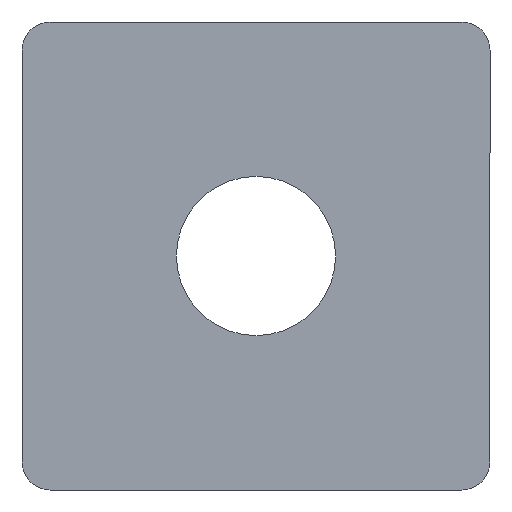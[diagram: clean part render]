
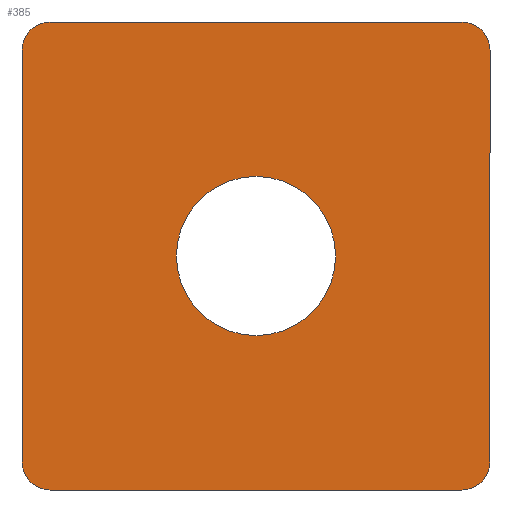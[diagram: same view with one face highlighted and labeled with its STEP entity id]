
A CAD part, front view. The second image highlights one B-rep face of the part: STEP entity #385.
In plain terms, the highlighted planar face has unit normal (0, -1, 0).
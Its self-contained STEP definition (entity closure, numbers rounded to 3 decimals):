
#2 = DIRECTION ( 'NONE',  ( 0., 0., 1. ) ) ;
#3 = LINE ( 'NONE', #208, #180 ) ;
#5 = CARTESIAN_POINT ( 'NONE',  ( -22., 0., 25. ) ) ;
#18 = LINE ( 'NONE', #296, #234 ) ;
#21 = ORIENTED_EDGE ( 'NONE', *, *, #191, .T. ) ;
#27 = DIRECTION ( 'NONE',  ( 0., 0., 1. ) ) ;
#30 = DIRECTION ( 'NONE',  ( 0., 1., 0. ) ) ;
#31 = CIRCLE ( 'NONE', #327, 8.5 ) ;
#34 = EDGE_CURVE ( 'NONE', #187, #300, #31, .T. ) ;
#38 = EDGE_CURVE ( 'NONE', #358, #263, #18, .T. ) ;
#53 = AXIS2_PLACEMENT_3D ( 'NONE', #315, #352, #2 ) ;
#58 = DIRECTION ( 'NONE',  ( 0., 0., 1. ) ) ;
#72 = DIRECTION ( 'NONE',  ( 0., 0., 1. ) ) ;
#82 = EDGE_CURVE ( 'NONE', #255, #252, #259, .T. ) ;
#90 = EDGE_CURVE ( 'NONE', #431, #184, #320, .T. ) ;
#96 = AXIS2_PLACEMENT_3D ( 'NONE', #105, #138, #177 ) ;
#98 = CARTESIAN_POINT ( 'NONE',  ( -22., 0., -22. ) ) ;
#105 = CARTESIAN_POINT ( 'NONE',  ( 0., 0., 0. ) ) ;
#115 = ORIENTED_EDGE ( 'NONE', *, *, #353, .F. ) ;
#117 = ORIENTED_EDGE ( 'NONE', *, *, #274, .F. ) ;
#124 = CARTESIAN_POINT ( 'NONE',  ( 22., 0., -22. ) ) ;
#128 = VECTOR ( 'NONE', #248, 1000. ) ;
#133 = DIRECTION ( 'NONE',  ( 0., 0., 1. ) ) ;
#134 = CARTESIAN_POINT ( 'NONE',  ( 22., 0., 25. ) ) ;
#138 = DIRECTION ( 'NONE',  ( 0., 1., 0. ) ) ;
#142 = AXIS2_PLACEMENT_3D ( 'NONE', #297, #166, #410 ) ;
#162 = ORIENTED_EDGE ( 'NONE', *, *, #423, .F. ) ;
#166 = DIRECTION ( 'NONE',  ( 0., -1., 0. ) ) ;
#169 = DIRECTION ( 'NONE',  ( 1., 0., 0. ) ) ;
#175 = AXIS2_PLACEMENT_3D ( 'NONE', #124, #235, #133 ) ;
#177 = DIRECTION ( 'NONE',  ( 0., 0., 1. ) ) ;
#178 = FACE_OUTER_BOUND ( 'NONE', #227, .T. ) ;
#180 = VECTOR ( 'NONE', #347, 1000. ) ;
#184 = VERTEX_POINT ( 'NONE', #341 ) ;
#187 = VERTEX_POINT ( 'NONE', #366 ) ;
#191 = EDGE_CURVE ( 'NONE', #358, #342, #421, .T. ) ;
#205 = CARTESIAN_POINT ( 'NONE',  ( 25., 0., -22. ) ) ;
#208 = CARTESIAN_POINT ( 'NONE',  ( -25., 0., -25. ) ) ;
#211 = PLANE ( 'NONE',  #387 ) ;
#213 = CIRCLE ( 'NONE', #53, 3. ) ;
#214 = CARTESIAN_POINT ( 'NONE',  ( 25., 0., 22. ) ) ;
#215 = CARTESIAN_POINT ( 'NONE',  ( 25., 0., -25. ) ) ;
#227 = EDGE_LOOP ( 'NONE', ( #115, #260, #117, #397, #162, #405, #429, #21 ) ) ;
#234 = VECTOR ( 'NONE', #169, 1000. ) ;
#235 = DIRECTION ( 'NONE',  ( 0., -1., 0. ) ) ;
#238 = DIRECTION ( 'NONE',  ( 0., -1., 0. ) ) ;
#241 = CARTESIAN_POINT ( 'NONE',  ( -25., 0., -25. ) ) ;
#248 = DIRECTION ( 'NONE',  ( -1., 0., 0. ) ) ;
#252 = VERTEX_POINT ( 'NONE', #205 ) ;
#255 = VERTEX_POINT ( 'NONE', #416 ) ;
#258 = ORIENTED_EDGE ( 'NONE', *, *, #34, .T. ) ;
#259 = CIRCLE ( 'NONE', #175, 3. ) ;
#260 = ORIENTED_EDGE ( 'NONE', *, *, #90, .T. ) ;
#263 = VERTEX_POINT ( 'NONE', #134 ) ;
#268 = VECTOR ( 'NONE', #298, 1000. ) ;
#274 = EDGE_CURVE ( 'NONE', #255, #184, #418, .T. ) ;
#275 = CARTESIAN_POINT ( 'NONE',  ( -25., 0., 22. ) ) ;
#296 = CARTESIAN_POINT ( 'NONE',  ( -25., 0., 25. ) ) ;
#297 = CARTESIAN_POINT ( 'NONE',  ( -22., 0., 22. ) ) ;
#298 = DIRECTION ( 'NONE',  ( 0., 0., -1. ) ) ;
#300 = VERTEX_POINT ( 'NONE', #386 ) ;
#301 = EDGE_CURVE ( 'NONE', #300, #187, #380, .T. ) ;
#315 = CARTESIAN_POINT ( 'NONE',  ( 22., 0., 22. ) ) ;
#320 = CIRCLE ( 'NONE', #350, 3. ) ;
#327 = AXIS2_PLACEMENT_3D ( 'NONE', #333, #369, #27 ) ;
#333 = CARTESIAN_POINT ( 'NONE',  ( 0., 0., 0. ) ) ;
#341 = CARTESIAN_POINT ( 'NONE',  ( -22., 0., -25. ) ) ;
#342 = VERTEX_POINT ( 'NONE', #275 ) ;
#347 = DIRECTION ( 'NONE',  ( 0., 0., 1. ) ) ;
#348 = CARTESIAN_POINT ( 'NONE',  ( 0., 0., 0. ) ) ;
#350 = AXIS2_PLACEMENT_3D ( 'NONE', #98, #238, #58 ) ;
#352 = DIRECTION ( 'NONE',  ( 0., -1., 0. ) ) ;
#353 = EDGE_CURVE ( 'NONE', #431, #342, #3, .T. ) ;
#358 = VERTEX_POINT ( 'NONE', #5 ) ;
#366 = CARTESIAN_POINT ( 'NONE',  ( 0., 0., 8.5 ) ) ;
#368 = LINE ( 'NONE', #215, #268 ) ;
#369 = DIRECTION ( 'NONE',  ( 0., 1., 0. ) ) ;
#380 = CIRCLE ( 'NONE', #96, 8.5 ) ;
#385 = ADVANCED_FACE ( 'NONE', ( #178, #419 ), #211, .F. ) ;
#386 = CARTESIAN_POINT ( 'NONE',  ( 0., 0., -8.5 ) ) ;
#387 = AXIS2_PLACEMENT_3D ( 'NONE', #348, #30, #72 ) ;
#391 = VERTEX_POINT ( 'NONE', #214 ) ;
#393 = EDGE_LOOP ( 'NONE', ( #412, #258 ) ) ;
#397 = ORIENTED_EDGE ( 'NONE', *, *, #82, .T. ) ;
#402 = CARTESIAN_POINT ( 'NONE',  ( -25., 0., -22. ) ) ;
#405 = ORIENTED_EDGE ( 'NONE', *, *, #417, .T. ) ;
#410 = DIRECTION ( 'NONE',  ( 0., 0., 1. ) ) ;
#412 = ORIENTED_EDGE ( 'NONE', *, *, #301, .T. ) ;
#416 = CARTESIAN_POINT ( 'NONE',  ( 22., 0., -25. ) ) ;
#417 = EDGE_CURVE ( 'NONE', #391, #263, #213, .T. ) ;
#418 = LINE ( 'NONE', #241, #128 ) ;
#419 = FACE_BOUND ( 'NONE', #393, .T. ) ;
#421 = CIRCLE ( 'NONE', #142, 3. ) ;
#423 = EDGE_CURVE ( 'NONE', #391, #252, #368, .T. ) ;
#429 = ORIENTED_EDGE ( 'NONE', *, *, #38, .F. ) ;
#431 = VERTEX_POINT ( 'NONE', #402 ) ;
